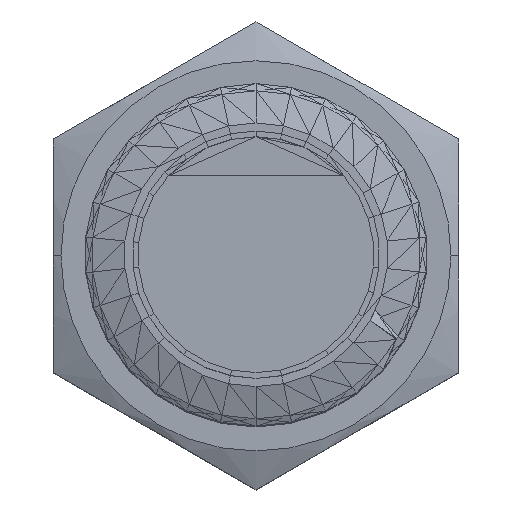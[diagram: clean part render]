
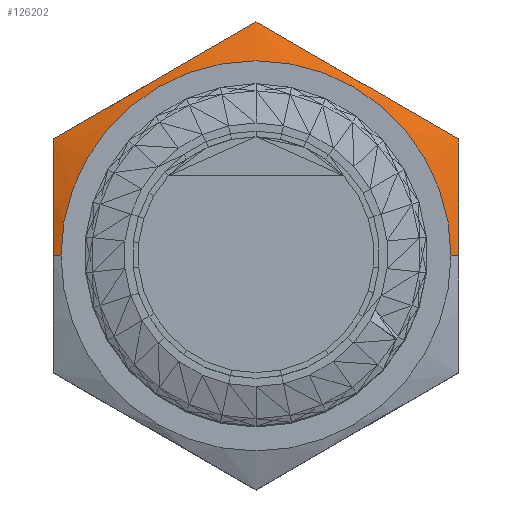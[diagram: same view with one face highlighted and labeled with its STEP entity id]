
A CAD part, top view. The second image highlights one B-rep face of the part: STEP entity #126202.
In plain terms, the highlighted conical face has half-angle 68.865 degrees and reference radius 6.869 mm.
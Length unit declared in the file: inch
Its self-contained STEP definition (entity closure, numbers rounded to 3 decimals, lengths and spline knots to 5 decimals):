
#2111 = CARTESIAN_POINT ( 'NONE',  ( -0.26888, 0.3742, 0.10372 ) ) ;
#4231 = VERTEX_POINT ( 'NONE', #21136 ) ;
#5160 = EDGE_CURVE ( 'NONE', #4231, #16667, #172577, .T. ) ;
#7197 = CARTESIAN_POINT ( 'NONE',  ( 0.29326, 0.36012, 0.09828 ) ) ;
#10462 = AXIS2_PLACEMENT_3D ( 'NONE', #90391, #146902, #113366 ) ;
#13550 = CARTESIAN_POINT ( 'NONE',  ( 0.29326, 0.24828, 0.11581 ) ) ;
#16667 = VERTEX_POINT ( 'NONE', #118606 ) ;
#18899 = EDGE_LOOP ( 'NONE', ( #136496, #122680, #196715, #86885, #102278, #45921, #145135 ) ) ;
#18978 = EDGE_CURVE ( 'NONE', #109968, #16667, #29070, .T. ) ;
#21136 = CARTESIAN_POINT ( 'NONE',  ( -0.28243, 0.19081, 0.12 ) ) ;
#23975 = CARTESIAN_POINT ( 'NONE',  ( 0.02438, 0.51536, 0.10372 ) ) ;
#27066 = CARTESIAN_POINT ( 'NONE',  ( 0.24456, 0.38824, 0.10813 ) ) ;
#28912 = DIRECTION ( 'NONE',  ( -0.933, 0., -0.361 ) ) ;
#29070 = B_SPLINE_CURVE_WITH_KNOTS ( 'NONE', 3,
 ( #187246, #43607, #200902, #107546, #171503, #185159 ),
 .UNSPECIFIED., .F., .F.,
 ( 4, 2, 4 ),
 ( 0.00896, 0.01111, 0.01326 ),
 .UNSPECIFIED. ) ;
#30536 = CIRCLE ( 'NONE', #10462, 0.28243 ) ;
#30544 = DIRECTION ( 'NONE',  ( 0., 0., -1. ) ) ;
#30557 = CARTESIAN_POINT ( 'NONE',  ( -0.29326, 0.36012, 0.09828 ) ) ;
#33536 = CARTESIAN_POINT ( 'NONE',  ( 0.26892, 0.37417, 0.10371 ) ) ;
#34525 = VECTOR ( 'NONE', #28912, 39.37008 ) ;
#42810 = CARTESIAN_POINT ( 'NONE',  ( 0.04897, 0.50116, 0.10818 ) ) ;
#43607 = CARTESIAN_POINT ( 'NONE',  ( -0.29326, 0.33238, 0.10364 ) ) ;
#45702 = CARTESIAN_POINT ( 'NONE',  ( -0.27045, 0.19081, 0.12463 ) ) ;
#45921 = ORIENTED_EDGE ( 'NONE', *, *, #18978, .T. ) ;
#50343 = CARTESIAN_POINT ( 'NONE',  ( -0.02434, 0.51539, 0.10371 ) ) ;
#52479 = EDGE_CURVE ( 'NONE', #56673, #184568, #99058, .T. ) ;
#55239 = CARTESIAN_POINT ( 'NONE',  ( -0.09747, 0.47316, 0.11418 ) ) ;
#56673 = VERTEX_POINT ( 'NONE', #7197 ) ;
#60961 = AXIS2_PLACEMENT_3D ( 'NONE', #74620, #30544, #186805 ) ;
#61813 = EDGE_CURVE ( 'NONE', #85630, #4231, #30536, .T. ) ;
#74620 = CARTESIAN_POINT ( 'NONE',  ( 0., 0.19081, 0.12463 ) ) ;
#80603 = CARTESIAN_POINT ( 'NONE',  ( 0.29326, 0.36012, 0.09828 ) ) ;
#84131 = CARTESIAN_POINT ( 'NONE',  ( 0.28243, 0.19081, 0.12 ) ) ;
#85630 = VERTEX_POINT ( 'NONE', #84131 ) ;
#86699 = CARTESIAN_POINT ( 'NONE',  ( -0.24429, 0.3884, 0.10818 ) ) ;
#86885 = ORIENTED_EDGE ( 'NONE', *, *, #52479, .T. ) ;
#88973 = CARTESIAN_POINT ( 'NONE',  ( 0.09799, 0.47286, 0.11423 ) ) ;
#90391 = CARTESIAN_POINT ( 'NONE',  ( 0., 0.19081, 0.12 ) ) ;
#97534 = CARTESIAN_POINT ( 'NONE',  ( -0.19527, 0.4167, 0.11423 ) ) ;
#99058 = B_SPLINE_CURVE_WITH_KNOTS ( 'NONE', 3,
 ( #113223, #33536, #27066, #185426, #186453, #138241, #88973, #42810, #23975, #102650 ),
 .UNSPECIFIED., .F., .F.,
 ( 4, 2, 2, 2, 4 ),
 ( 0., 0.00215, 0.0043, 0.00645, 0.0086 ),
 .UNSPECIFIED. ) ;
#102278 = ORIENTED_EDGE ( 'NONE', *, *, #152875, .T. ) ;
#102650 = CARTESIAN_POINT ( 'NONE',  ( 0., 0.52944, 0.09828 ) ) ;
#106125 = DIRECTION ( 'NONE',  ( 0.933, 0., -0.361 ) ) ;
#107546 = CARTESIAN_POINT ( 'NONE',  ( -0.29326, 0.24779, 0.11417 ) ) ;
#109968 = VERTEX_POINT ( 'NONE', #30557 ) ;
#110369 = EDGE_CURVE ( 'NONE', #138990, #56673, #149029, .T. ) ;
#111006 = EDGE_CURVE ( 'NONE', #85630, #138990, #140703, .T. ) ;
#113223 = CARTESIAN_POINT ( 'NONE',  ( 0.29326, 0.36012, 0.09828 ) ) ;
#113366 = DIRECTION ( 'NONE',  ( 1., 0., 0. ) ) ;
#114303 = CARTESIAN_POINT ( 'NONE',  ( -0.12189, 0.45907, 0.1158 ) ) ;
#118606 = CARTESIAN_POINT ( 'NONE',  ( -0.29326, 0.19081, 0.11581 ) ) ;
#122680 = ORIENTED_EDGE ( 'NONE', *, *, #111006, .T. ) ;
#126202 = ADVANCED_FACE ( 'NONE', ( #156403 ), #134597, .T. ) ;
#129288 = B_SPLINE_CURVE_WITH_KNOTS ( 'NONE', 3,
 ( #183150, #50343, #162534, #55239, #114303, #184183, #97534, #86699, #2111, #178271 ),
 .UNSPECIFIED., .F., .F.,
 ( 4, 2, 2, 2, 4 ),
 ( 0., 0.00215, 0.0043, 0.00645, 0.0086 ),
 .UNSPECIFIED. ) ;
#134597 = CONICAL_SURFACE ( 'NONE', #60961, 0.27045, 1.202 ) ;
#134854 = VECTOR ( 'NONE', #106125, 39.37008 ) ;
#136496 = ORIENTED_EDGE ( 'NONE', *, *, #61813, .F. ) ;
#138241 = CARTESIAN_POINT ( 'NONE',  ( 0.12248, 0.45873, 0.11583 ) ) ;
#138990 = VERTEX_POINT ( 'NONE', #167910 ) ;
#140703 = LINE ( 'NONE', #203628, #134854 ) ;
#145135 = ORIENTED_EDGE ( 'NONE', *, *, #5160, .F. ) ;
#146902 = DIRECTION ( 'NONE',  ( 0., 0., 1. ) ) ;
#149029 = B_SPLINE_CURVE_WITH_KNOTS ( 'NONE', 3,
 ( #171888, #13550, #160299, #80603 ),
 .UNSPECIFIED., .F., .F.,
 ( 4, 4 ),
 ( 0.01326, 0.01763 ),
 .UNSPECIFIED. ) ;
#152875 = EDGE_CURVE ( 'NONE', #184568, #109968, #129288, .T. ) ;
#156403 = FACE_OUTER_BOUND ( 'NONE', #18899, .T. ) ;
#160299 = CARTESIAN_POINT ( 'NONE',  ( 0.29326, 0.30455, 0.10902 ) ) ;
#162534 = CARTESIAN_POINT ( 'NONE',  ( -0.0487, 0.50132, 0.10813 ) ) ;
#167910 = CARTESIAN_POINT ( 'NONE',  ( 0.29326, 0.19081, 0.11581 ) ) ;
#171503 = CARTESIAN_POINT ( 'NONE',  ( -0.29326, 0.21906, 0.11581 ) ) ;
#171888 = CARTESIAN_POINT ( 'NONE',  ( 0.29326, 0.19081, 0.11581 ) ) ;
#172577 = LINE ( 'NONE', #45702, #34525 ) ;
#176594 = CARTESIAN_POINT ( 'NONE',  ( 0., 0.52944, 0.09828 ) ) ;
#178271 = CARTESIAN_POINT ( 'NONE',  ( -0.29326, 0.36012, 0.09828 ) ) ;
#183150 = CARTESIAN_POINT ( 'NONE',  ( 0., 0.52944, 0.09828 ) ) ;
#184183 = CARTESIAN_POINT ( 'NONE',  ( -0.17078, 0.43083, 0.11583 ) ) ;
#184568 = VERTEX_POINT ( 'NONE', #176594 ) ;
#185159 = CARTESIAN_POINT ( 'NONE',  ( -0.29326, 0.19081, 0.11581 ) ) ;
#185426 = CARTESIAN_POINT ( 'NONE',  ( 0.19579, 0.4164, 0.11418 ) ) ;
#186453 = CARTESIAN_POINT ( 'NONE',  ( 0.17137, 0.43049, 0.1158 ) ) ;
#186805 = DIRECTION ( 'NONE',  ( -1., 0., 0. ) ) ;
#187246 = CARTESIAN_POINT ( 'NONE',  ( -0.29326, 0.36012, 0.09828 ) ) ;
#196715 = ORIENTED_EDGE ( 'NONE', *, *, #110369, .T. ) ;
#200902 = CARTESIAN_POINT ( 'NONE',  ( -0.29326, 0.30441, 0.10806 ) ) ;
#203628 = CARTESIAN_POINT ( 'NONE',  ( 0.27045, 0.19081, 0.12463 ) ) ;
